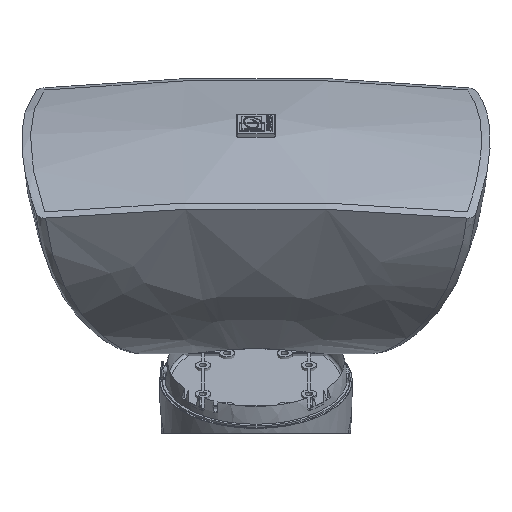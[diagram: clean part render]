
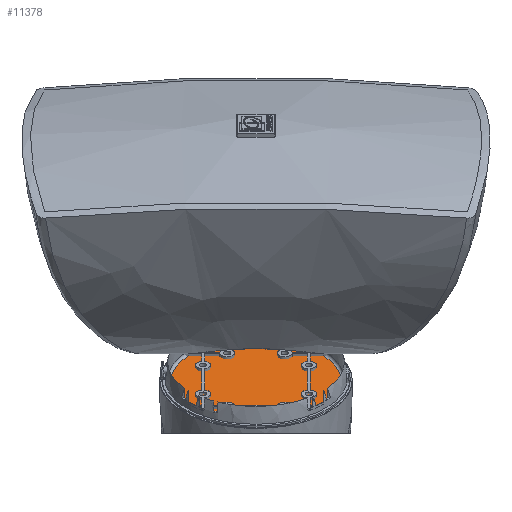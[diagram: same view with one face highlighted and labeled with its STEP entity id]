
A CAD part, left-side view. The second image highlights one B-rep face of the part: STEP entity #11378.
In plain terms, the highlighted face is planar.
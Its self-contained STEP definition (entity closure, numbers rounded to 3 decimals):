
#490=CIRCLE('',#12189,44.492);
#491=CIRCLE('',#12190,44.492);
#1618=FACE_OUTER_BOUND('',#2290,.T.);
#2290=EDGE_LOOP('',(#9534,#9535));
#5254=VERTEX_POINT('',#21030);
#5255=VERTEX_POINT('',#21031);
#6690=EDGE_CURVE('',#5254,#5255,#490,.T.);
#6691=EDGE_CURVE('',#5255,#5254,#491,.T.);
#9534=ORIENTED_EDGE('',*,*,#6690,.T.);
#9535=ORIENTED_EDGE('',*,*,#6691,.T.);
#10846=PLANE('',#12269);
#11378=ADVANCED_FACE('',(#1618),#10846,.T.);
#12189=AXIS2_PLACEMENT_3D('',#21032,#14219,#14220);
#12190=AXIS2_PLACEMENT_3D('',#21033,#14221,#14222);
#12269=AXIS2_PLACEMENT_3D('',#22317,#14424,#14425);
#14219=DIRECTION('center_axis',(0.,0.,-1.));
#14220=DIRECTION('ref_axis',(1.,0.,0.));
#14221=DIRECTION('center_axis',(0.,0.,-1.));
#14222=DIRECTION('ref_axis',(1.,0.,0.));
#14424=DIRECTION('center_axis',(0.,0.,
-1.));
#14425=DIRECTION('ref_axis',(0.,1.,0.));
#21030=CARTESIAN_POINT('',(0.,40.992,-153.));
#21031=CARTESIAN_POINT('',(44.492,-3.5,-153.));
#21032=CARTESIAN_POINT('Origin',(0.,-3.5,-153.));
#21033=CARTESIAN_POINT('Origin',(0.,-3.5,-153.));
#22317=CARTESIAN_POINT('Origin',(30.25,23.,-153.));
